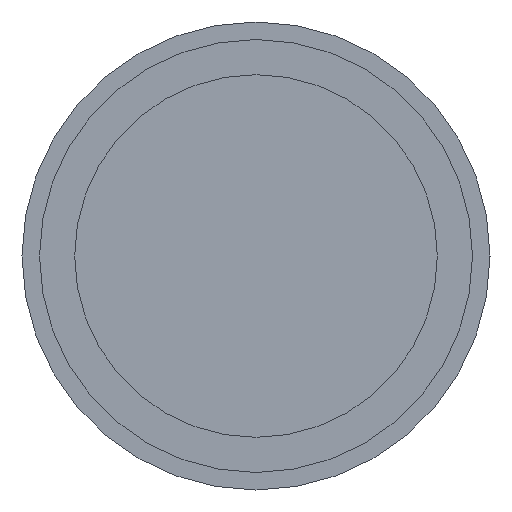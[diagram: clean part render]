
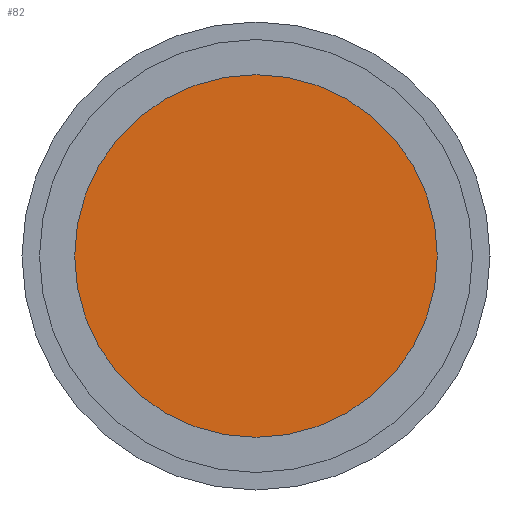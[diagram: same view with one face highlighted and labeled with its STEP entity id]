
A CAD part, left-side view. The second image highlights one B-rep face of the part: STEP entity #82.
In plain terms, the highlighted planar face has unit normal (-1, 0, 0).
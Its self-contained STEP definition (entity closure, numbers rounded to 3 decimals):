
#44=FACE_OUTER_BOUND('',#119,.T.);
#68=PLANE('',#239);
#82=ADVANCED_FACE('',(#44),#68,.T.);
#119=EDGE_LOOP('',(#167));
#167=ORIENTED_EDGE('',*,*,#209,.F.);
#185=VERTEX_POINT('',#2453);
#209=EDGE_CURVE('',#185,#185,#218,.T.);
#218=CIRCLE('',#237,3.1);
#237=AXIS2_PLACEMENT_3D('',#2452,#279,#280);
#239=AXIS2_PLACEMENT_3D('',#2455,#283,#284);
#279=DIRECTION('',(1.,0.,0.));
#280=DIRECTION('',(0.,0.,1.));
#283=DIRECTION('',(-1.,0.,0.));
#284=DIRECTION('',(0.,0.,1.));
#2452=CARTESIAN_POINT('',(0.25,0.,0.));
#2453=CARTESIAN_POINT('',(0.25,0.,3.1));
#2455=CARTESIAN_POINT('',(0.25,0.,0.));
